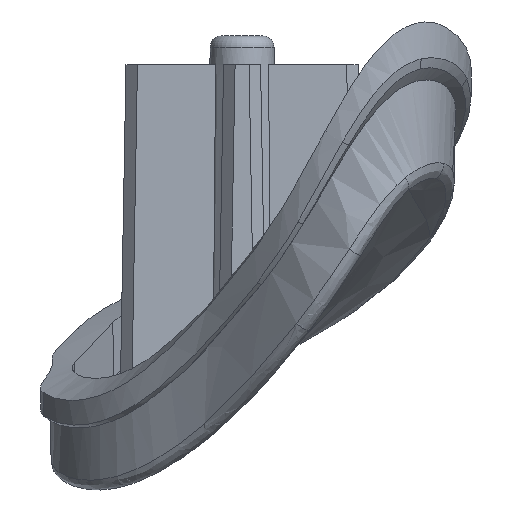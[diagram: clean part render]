
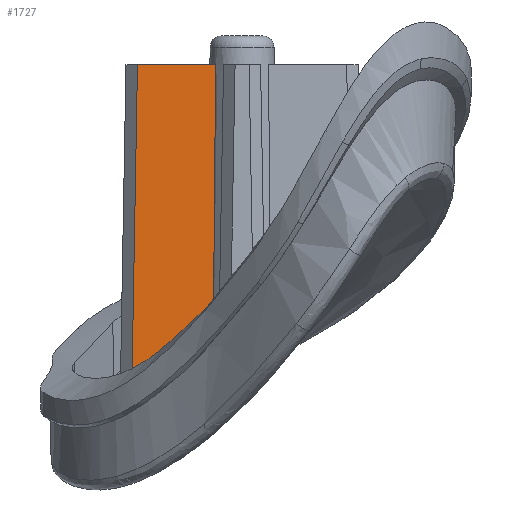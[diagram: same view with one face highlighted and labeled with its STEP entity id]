
A CAD part, front view. The second image highlights one B-rep face of the part: STEP entity #1727.
In plain terms, the highlighted planar face has unit normal (0, -1, 0.018).
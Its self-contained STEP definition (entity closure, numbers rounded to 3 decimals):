
#67=PLANE('',#1840);
#127=LINE('',#3695,#201);
#128=LINE('',#3697,#202);
#201=VECTOR('',#1988,10.);
#202=VECTOR('',#1989,10.);
#237=(
BOUNDED_CURVE()
B_SPLINE_CURVE(2,(#3454,#3455,#3456),.UNSPECIFIED.,.F.,.F.)
B_SPLINE_CURVE_WITH_KNOTS((3,3),(0.185,1.541),
 .UNSPECIFIED.)
CURVE()
GEOMETRIC_REPRESENTATION_ITEM()
RATIONAL_B_SPLINE_CURVE((1.,1.,1.))
REPRESENTATION_ITEM('')
);
#280=FACE_OUTER_BOUND('',#379,.T.);
#379=EDGE_LOOP('',(#1260,#1261,#1262,#1263));
#494=B_SPLINE_CURVE_WITH_KNOTS('',3,(#3698,#3699,#3700,#3701),
 .UNSPECIFIED.,.F.,.F.,(4,4),(-0.378,-0.075),
 .UNSPECIFIED.);
#649=VERTEX_POINT('',#3451);
#650=VERTEX_POINT('',#3453);
#700=VERTEX_POINT('',#3694);
#701=VERTEX_POINT('',#3696);
#847=EDGE_CURVE('',#649,#650,#237,.T.);
#915=EDGE_CURVE('',#649,#700,#127,.T.);
#916=EDGE_CURVE('',#700,#701,#128,.T.);
#917=EDGE_CURVE('',#701,#650,#494,.T.);
#1260=ORIENTED_EDGE('',*,*,#847,.F.);
#1261=ORIENTED_EDGE('',*,*,#915,.T.);
#1262=ORIENTED_EDGE('',*,*,#916,.T.);
#1263=ORIENTED_EDGE('',*,*,#917,.T.);
#1727=ADVANCED_FACE('',(#280),#67,.F.);
#1840=AXIS2_PLACEMENT_3D('',#3693,#1986,#1987);
#1986=DIRECTION('center_axis',(0.,1.,-0.017));
#1987=DIRECTION('ref_axis',(1.,0.,0.));
#1988=DIRECTION('',(-1.,0.,0.));
#1989=DIRECTION('',(-0.017,-0.017,-1.));
#3451=CARTESIAN_POINT('',(-45.029,-25.922,-3.12));
#3453=CARTESIAN_POINT('',(-45.147,-26.16,-16.773));
#3454=CARTESIAN_POINT('Ctrl Pts',(-45.029,-25.922,-3.12));
#3455=CARTESIAN_POINT('Ctrl Pts',(-45.088,-26.035,-9.614));
#3456=CARTESIAN_POINT('Ctrl Pts',(-45.147,-26.16,-16.773));
#3693=CARTESIAN_POINT('Origin',(-48.878,-25.867,0.));
#3694=CARTESIAN_POINT('',(-48.432,-25.922,-3.12));
#3695=CARTESIAN_POINT('',(-46.378,-25.922,-3.12));
#3696=CARTESIAN_POINT('',(-48.711,-26.201,-19.109));
#3697=CARTESIAN_POINT('',(-48.378,-25.867,0.004));
#3698=CARTESIAN_POINT('Ctrl Pts',(-48.711,-26.201,-19.109));
#3699=CARTESIAN_POINT('Ctrl Pts',(-47.281,-26.187,-18.329));
#3700=CARTESIAN_POINT('Ctrl Pts',(-46.075,-26.172,-17.484));
#3701=CARTESIAN_POINT('Ctrl Pts',(-45.147,-26.16,-16.773));
